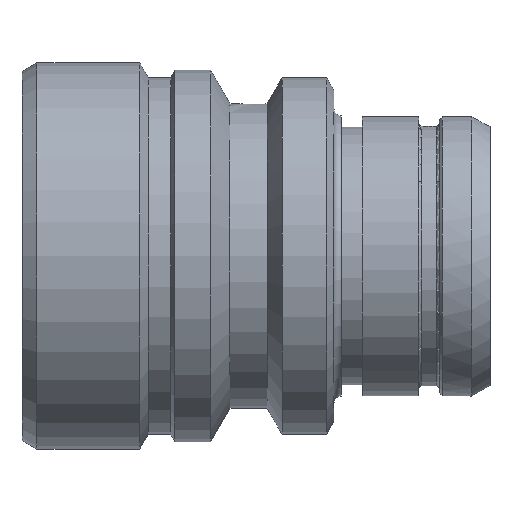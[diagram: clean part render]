
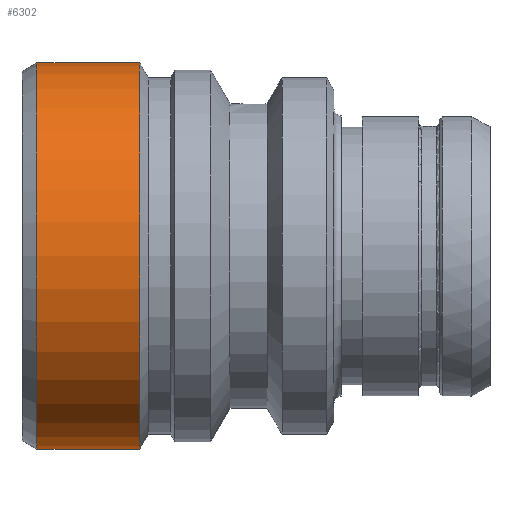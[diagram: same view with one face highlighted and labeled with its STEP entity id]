
A CAD part, top view. The second image highlights one B-rep face of the part: STEP entity #6302.
In plain terms, the highlighted cylindrical face has radius 13 mm (diameter 26 mm), a partial arc.
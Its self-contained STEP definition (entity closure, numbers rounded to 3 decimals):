
#528=CARTESIAN_POINT('',(1.584,13.,-13.));
#529=DIRECTION('',(1.,0.,0.));
#530=DIRECTION('',(0.,1.,0.));
#531=AXIS2_PLACEMENT_3D('',#528,#529,#530);
#533=CARTESIAN_POINT('',(8.507,13.,-13.));
#534=DIRECTION('',(1.,0.,0.));
#535=DIRECTION('',(0.,1.,0.));
#536=AXIS2_PLACEMENT_3D('',#533,#534,#535);
#538=DIRECTION('',(-1.,0.,0.));
#539=VECTOR('',#538,6.923);
#540=CARTESIAN_POINT('',(8.507,26.,-13.));
#541=LINE('854',#540,#539);
#542=DIRECTION('',(-1.,0.,0.));
#543=VECTOR('',#542,6.923);
#544=CARTESIAN_POINT('',(8.507,0.,-13.));
#545=LINE('870',#544,#543);
#5125=CARTESIAN_POINT('',(8.507,26.,-13.));
#5126=VERTEX_POINT('',#5125);
#5127=CARTESIAN_POINT('',(1.584,26.,-13.));
#5128=VERTEX_POINT('',#5127);
#5161=CARTESIAN_POINT('',(8.507,0.,-13.));
#5162=VERTEX_POINT('',#5161);
#5163=CARTESIAN_POINT('',(1.584,0.,-13.));
#5164=VERTEX_POINT('',#5163);
#6288=CARTESIAN_POINT('',(-0.991,13.,-13.));
#6289=DIRECTION('',(1.,0.,0.));
#6290=DIRECTION('',(0.,-1.,0.));
#6291=AXIS2_PLACEMENT_3D('',#6288,#6289,#6290);
#6292=CYLINDRICAL_SURFACE('276',#6291,13.);
#6294=ORIENTED_EDGE('854',*,*,#6293,.F.);
#6296=ORIENTED_EDGE('889',*,*,#6295,.T.);
#6298=ORIENTED_EDGE('870',*,*,#6297,.T.);
#6299=ORIENTED_EDGE('890',*,*,#6274,.F.);
#6300=EDGE_LOOP('276',(#6294,#6296,#6298,#6299));
#6301=FACE_OUTER_BOUND('276',#6300,.F.);
#532=CIRCLE('890',#531,13.);
#537=CIRCLE('889',#536,13.);
#6274=EDGE_CURVE('890',#5128,#5164,#532,.T.);
#6293=EDGE_CURVE('854',#5126,#5128,#541,.T.);
#6295=EDGE_CURVE('889',#5126,#5162,#537,.T.);
#6297=EDGE_CURVE('870',#5162,#5164,#545,.T.);
#6302=ADVANCED_FACE('276',(#6301),#6292,.T.);
